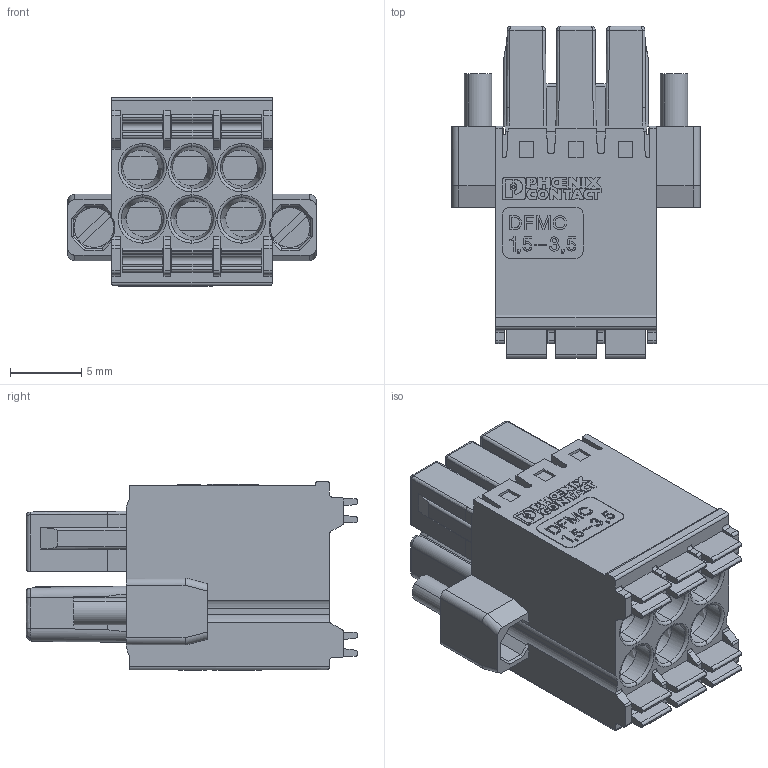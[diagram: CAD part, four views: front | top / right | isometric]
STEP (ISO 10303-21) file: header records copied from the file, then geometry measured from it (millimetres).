
FILE_DESCRIPTION(('Creo Elements/Direct Modeling STEP Export'),'2;1');
FILE_NAME('model.stp','2020-04-17T 0:19:43',(''),(''),'Creo Elements/Direct Modeling STEP processor for AP214 (Solid Model)','Creo Elements/Direct Modeling 20.1A 29-Sep-2018 (C) Parametric Technology GmbH','');
FILE_SCHEMA(('AUTOMOTIVE_DESIGN { 1 0 10303 214 1 1 1 1 }'));
Products named in the file (3): DFMC_1.5-3-STF-3.5; DFMC-1.5_Schraube.1.1.2
Assembly tree (3 placements, depth 2):
  DFMC_1.5-3-STF-3.5
    DFMC-1.5_Schraube.1.1.2  x2
    DFMC_1.5-3-STF-3.5
Bounding box: 17.5 x 23.35 x 13.3 mm (x, y, z)
Volume: 2380.4 mm3; surface area: 2719.2 mm2
Topology: 3 solids, 3 shells, 1626 faces, 4467 edges, 2913 vertices
Faces by surface type: plane 1252, cylinder 239, extrusion 43, bspline 40, cone 36, torus 16
Entity records: 68669 total; most frequent: CARTESIAN_POINT 15422, ORIENTED_EDGE 8860, DIRECTION 7564, EDGE_CURVE 4430, VECTOR 3724, LINE 3681, VERTEX_POINT 2896, AXIS2_PLACEMENT_3D 1920
